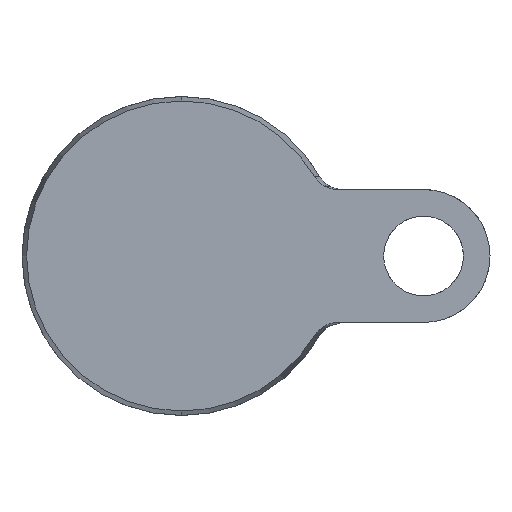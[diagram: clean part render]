
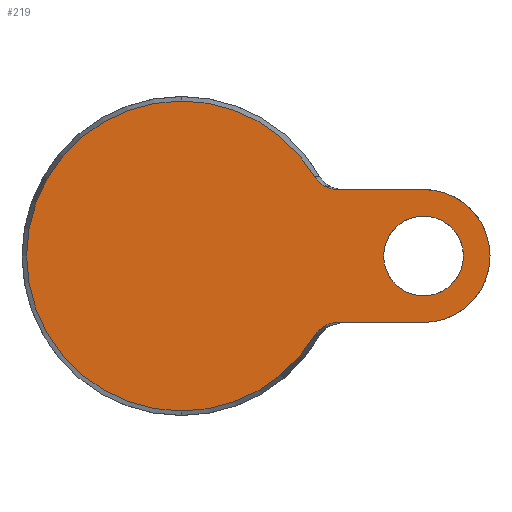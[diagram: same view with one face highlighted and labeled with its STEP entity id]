
A CAD part, front view. The second image highlights one B-rep face of the part: STEP entity #219.
In plain terms, the highlighted planar face has unit normal (0, -1, 0).
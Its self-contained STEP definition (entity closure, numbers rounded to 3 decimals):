
#5 = CARTESIAN_POINT ( 'NONE',  ( 27.871, 0., -12.72 ) ) ;
#42 = CIRCLE ( 'NONE', #408, 29.143 ) ;
#69 = ORIENTED_EDGE ( 'NONE', *, *, #664, .T. ) ;
#73 = CARTESIAN_POINT ( 'NONE',  ( 0., 0., 0. ) ) ;
#84 = CARTESIAN_POINT ( 'NONE',  ( 45.5, 0., 0. ) ) ;
#88 = CIRCLE ( 'NONE', #720, 12.5 ) ;
#105 = CARTESIAN_POINT ( 'NONE',  ( 25.508, 0., -14.24 ) ) ;
#106 = DIRECTION ( 'NONE',  ( 0., -1., 0. ) ) ;
#139 = AXIS2_PLACEMENT_3D ( 'NONE', #648, #1256, #1062 ) ;
#143 = B_SPLINE_CURVE_WITH_KNOTS ( 'NONE', 3,
 ( #150, #989, #827, #287, #602, #616, #498, #1346, #275, #918, #904, #490, #716, #1137 ),
 .UNSPECIFIED., .F., .F.,
 ( 4, 2, 2, 2, 2, 2, 4 ),
 ( 0., 0.001, 0.002, 0.003, 0.003, 0.004, 0.005 ),
 .UNSPECIFIED. ) ;
#150 = CARTESIAN_POINT ( 'NONE',  ( 29.374, 0., 12.5 ) ) ;
#155 = CARTESIAN_POINT ( 'NONE',  ( 0., 0., 29.143 ) ) ;
#157 = DIRECTION ( 'NONE',  ( 0., 1., 0. ) ) ;
#194 = EDGE_CURVE ( 'NONE', #404, #300, #883, .T. ) ;
#216 = LINE ( 'NONE', #659, #1089 ) ;
#219 = ADVANCED_FACE ( 'NONE', ( #309, #1102 ), #472, .F. ) ;
#220 = ORIENTED_EDGE ( 'NONE', *, *, #865, .T. ) ;
#239 = CARTESIAN_POINT ( 'NONE',  ( 28.933, 0., -12.5 ) ) ;
#248 = EDGE_LOOP ( 'NONE', ( #1055, #1245, #1082, #378, #220, #988, #713, #747 ) ) ;
#264 = DIRECTION ( 'NONE',  ( 0., 0., 1. ) ) ;
#275 = CARTESIAN_POINT ( 'NONE',  ( 26.495, 0., 13.38 ) ) ;
#287 = CARTESIAN_POINT ( 'NONE',  ( 27.869, 0., 12.721 ) ) ;
#300 = VERTEX_POINT ( 'NONE', #558 ) ;
#309 = FACE_OUTER_BOUND ( 'NONE', #248, .T. ) ;
#339 = CARTESIAN_POINT ( 'NONE',  ( 27.662, 0., -12.789 ) ) ;
#370 = EDGE_CURVE ( 'NONE', #583, #724, #216, .T. ) ;
#377 = EDGE_CURVE ( 'NONE', #442, #614, #410, .T. ) ;
#378 = ORIENTED_EDGE ( 'NONE', *, *, #1366, .T. ) ;
#386 = CIRCLE ( 'NONE', #1159, 29.143 ) ;
#401 = DIRECTION ( 'NONE',  ( 0., 0., -1. ) ) ;
#404 = VERTEX_POINT ( 'NONE', #782 ) ;
#408 = AXIS2_PLACEMENT_3D ( 'NONE', #1341, #717, #937 ) ;
#410 = B_SPLINE_CURVE_WITH_KNOTS ( 'NONE', 3,
 ( #553, #1064, #105, #867, #742, #1079, #965, #850, #339, #5, #1186, #239, #1049 ),
 .UNSPECIFIED., .F., .F.,
 ( 4, 2, 2, 1, 2, 2, 4 ),
 ( 0., 0.001, 0.002, 0.003, 0.003, 0.004, 0.005 ),
 .UNSPECIFIED. ) ;
#430 = AXIS2_PLACEMENT_3D ( 'NONE', #618, #157, #264 ) ;
#439 = DIRECTION ( 'NONE',  ( 1., 0., 0. ) ) ;
#442 = VERTEX_POINT ( 'NONE', #679 ) ;
#448 = VERTEX_POINT ( 'NONE', #155 ) ;
#472 = PLANE ( 'NONE',  #430 ) ;
#490 = CARTESIAN_POINT ( 'NONE',  ( 25.507, 0., 14.24 ) ) ;
#498 = CARTESIAN_POINT ( 'NONE',  ( 27.057, 0., 13.048 ) ) ;
#507 = EDGE_CURVE ( 'NONE', #583, #780, #143, .T. ) ;
#509 = DIRECTION ( 'NONE',  ( 0., 0., -1. ) ) ;
#513 = VERTEX_POINT ( 'NONE', #1236 ) ;
#514 = DIRECTION ( 'NONE',  ( 0., 0., -1. ) ) ;
#518 = DIRECTION ( 'NONE',  ( 0., 1., 0. ) ) ;
#533 = CARTESIAN_POINT ( 'NONE',  ( 45.5, 0., -12.5 ) ) ;
#553 = CARTESIAN_POINT ( 'NONE',  ( 25.011, 0., -14.959 ) ) ;
#558 = CARTESIAN_POINT ( 'NONE',  ( 45.5, 0., 7.5 ) ) ;
#579 = EDGE_CURVE ( 'NONE', #724, #653, #88, .T. ) ;
#583 = VERTEX_POINT ( 'NONE', #1352 ) ;
#587 = AXIS2_PLACEMENT_3D ( 'NONE', #828, #518, #797 ) ;
#602 = CARTESIAN_POINT ( 'NONE',  ( 27.659, 0., 12.79 ) ) ;
#611 = CARTESIAN_POINT ( 'NONE',  ( 0., 0., 0. ) ) ;
#613 = CARTESIAN_POINT ( 'NONE',  ( 25.011, 0., 14.959 ) ) ;
#614 = VERTEX_POINT ( 'NONE', #739 ) ;
#616 = CARTESIAN_POINT ( 'NONE',  ( 27.253, 0., 12.954 ) ) ;
#618 = CARTESIAN_POINT ( 'NONE',  ( -29.143, 0., 0. ) ) ;
#648 = CARTESIAN_POINT ( 'NONE',  ( 45.5, 0., 0. ) ) ;
#653 = VERTEX_POINT ( 'NONE', #533 ) ;
#659 = CARTESIAN_POINT ( 'NONE',  ( 15., 0., 12.5 ) ) ;
#664 = EDGE_CURVE ( 'NONE', #300, #404, #682, .T. ) ;
#679 = CARTESIAN_POINT ( 'NONE',  ( 25.011, 0., -14.959 ) ) ;
#682 = CIRCLE ( 'NONE', #139, 7.5 ) ;
#713 = ORIENTED_EDGE ( 'NONE', *, *, #876, .F. ) ;
#716 = CARTESIAN_POINT ( 'NONE',  ( 25.237, 0., 14.58 ) ) ;
#717 = DIRECTION ( 'NONE',  ( 0., -1., 0. ) ) ;
#720 = AXIS2_PLACEMENT_3D ( 'NONE', #84, #818, #514 ) ;
#724 = VERTEX_POINT ( 'NONE', #893 ) ;
#739 = CARTESIAN_POINT ( 'NONE',  ( 29.374, 0., -12.5 ) ) ;
#742 = CARTESIAN_POINT ( 'NONE',  ( 26.146, 0., -13.64 ) ) ;
#747 = ORIENTED_EDGE ( 'NONE', *, *, #579, .F. ) ;
#780 = VERTEX_POINT ( 'NONE', #613 ) ;
#782 = CARTESIAN_POINT ( 'NONE',  ( 45.5, 0., -7.5 ) ) ;
#794 = ORIENTED_EDGE ( 'NONE', *, *, #194, .T. ) ;
#797 = DIRECTION ( 'NONE',  ( 0., 0., 1. ) ) ;
#816 = DIRECTION ( 'NONE',  ( 0., -1., 0. ) ) ;
#818 = DIRECTION ( 'NONE',  ( 0., 1., 0. ) ) ;
#827 = CARTESIAN_POINT ( 'NONE',  ( 28.502, 0., 12.556 ) ) ;
#828 = CARTESIAN_POINT ( 'NONE',  ( 45.5, 0., 0. ) ) ;
#850 = CARTESIAN_POINT ( 'NONE',  ( 27.255, 0., -12.953 ) ) ;
#865 = EDGE_CURVE ( 'NONE', #513, #442, #386, .T. ) ;
#867 = CARTESIAN_POINT ( 'NONE',  ( 25.977, 0., -13.784 ) ) ;
#876 = EDGE_CURVE ( 'NONE', #653, #614, #929, .T. ) ;
#883 = CIRCLE ( 'NONE', #587, 7.5 ) ;
#893 = CARTESIAN_POINT ( 'NONE',  ( 45.5, 0., 12.5 ) ) ;
#904 = CARTESIAN_POINT ( 'NONE',  ( 25.976, 0., 13.785 ) ) ;
#918 = CARTESIAN_POINT ( 'NONE',  ( 26.144, 0., 13.642 ) ) ;
#929 = LINE ( 'NONE', #1365, #999 ) ;
#937 = DIRECTION ( 'NONE',  ( 0., 0., -1. ) ) ;
#965 = CARTESIAN_POINT ( 'NONE',  ( 26.862, 0., -13.142 ) ) ;
#988 = ORIENTED_EDGE ( 'NONE', *, *, #377, .T. ) ;
#989 = CARTESIAN_POINT ( 'NONE',  ( 28.933, 0., 12.5 ) ) ;
#999 = VECTOR ( 'NONE', #1251, 1000. ) ;
#1000 = CIRCLE ( 'NONE', #1271, 29.143 ) ;
#1016 = EDGE_LOOP ( 'NONE', ( #794, #69 ) ) ;
#1049 = CARTESIAN_POINT ( 'NONE',  ( 29.374, 0., -12.5 ) ) ;
#1055 = ORIENTED_EDGE ( 'NONE', *, *, #370, .F. ) ;
#1062 = DIRECTION ( 'NONE',  ( 0., 0., 1. ) ) ;
#1064 = CARTESIAN_POINT ( 'NONE',  ( 25.237, 0., -14.58 ) ) ;
#1079 = CARTESIAN_POINT ( 'NONE',  ( 26.497, 0., -13.379 ) ) ;
#1082 = ORIENTED_EDGE ( 'NONE', *, *, #1305, .T. ) ;
#1089 = VECTOR ( 'NONE', #439, 1000. ) ;
#1102 = FACE_BOUND ( 'NONE', #1016, .T. ) ;
#1137 = CARTESIAN_POINT ( 'NONE',  ( 25.011, 0., 14.959 ) ) ;
#1159 = AXIS2_PLACEMENT_3D ( 'NONE', #73, #106, #509 ) ;
#1186 = CARTESIAN_POINT ( 'NONE',  ( 28.503, 0., -12.556 ) ) ;
#1236 = CARTESIAN_POINT ( 'NONE',  ( 0., 0., -29.143 ) ) ;
#1245 = ORIENTED_EDGE ( 'NONE', *, *, #507, .T. ) ;
#1251 = DIRECTION ( 'NONE',  ( -1., 0., 0. ) ) ;
#1256 = DIRECTION ( 'NONE',  ( 0., 1., 0. ) ) ;
#1271 = AXIS2_PLACEMENT_3D ( 'NONE', #611, #816, #401 ) ;
#1305 = EDGE_CURVE ( 'NONE', #780, #448, #1000, .T. ) ;
#1341 = CARTESIAN_POINT ( 'NONE',  ( 0., 0., 0. ) ) ;
#1346 = CARTESIAN_POINT ( 'NONE',  ( 26.678, 0., 13.261 ) ) ;
#1352 = CARTESIAN_POINT ( 'NONE',  ( 29.374, 0., 12.5 ) ) ;
#1365 = CARTESIAN_POINT ( 'NONE',  ( 15., 0., -12.5 ) ) ;
#1366 = EDGE_CURVE ( 'NONE', #448, #513, #42, .T. ) ;
